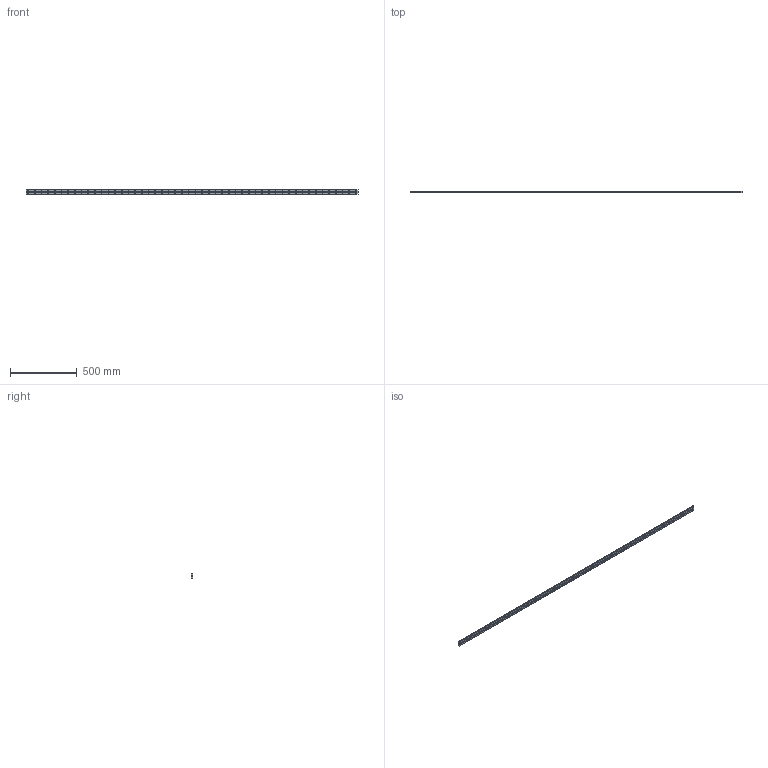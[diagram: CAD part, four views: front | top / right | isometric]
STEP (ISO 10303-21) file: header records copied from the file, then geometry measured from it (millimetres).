
FILE_DESCRIPTION (( 'STEP AP214' ), '1' );
FILE_NAME ('HRW21CA1UU-2480LT_G15_0_B-M6F_1210-6_0_0_0_1.STEP', '2021-07-02T12:40:06', ( '' ), ( '' ), 'SwSTEP 2.0', 'SolidWorks 2021', '' );
FILE_SCHEMA (( 'AUTOMOTIVE_DESIGN' ));
Length unit declared in the file: millimetre
Products named in the file (2): _HRW21CA248015 Track; HRW21CA1UU-2480LT_G15_0_B-M6F_1210-6_0_0_0_1
Assembly tree (1 placements, depth 2):
  HRW21CA1UU-2480LT_G15_0_B-M6F_1210-6_0_0_0_1
    _HRW21CA248015 Track
Bounding box: 2480 x 11 x 37 mm (x, y, z)
Volume: 895329.1 mm3; surface area: 264705.5 mm2
Topology: 1 solids, 1 shells, 558 faces, 1368 edges, 912 vertices
Faces by surface type: cylinder 404, plane 154
Entity records: 17346 total; most frequent: DIRECTION 3300, CARTESIAN_POINT 2842, ORIENTED_EDGE 2736, AXIS2_PLACEMENT_3D 1370, EDGE_CURVE 1368, VERTEX_POINT 912, EDGE_LOOP 858, CIRCLE 808
